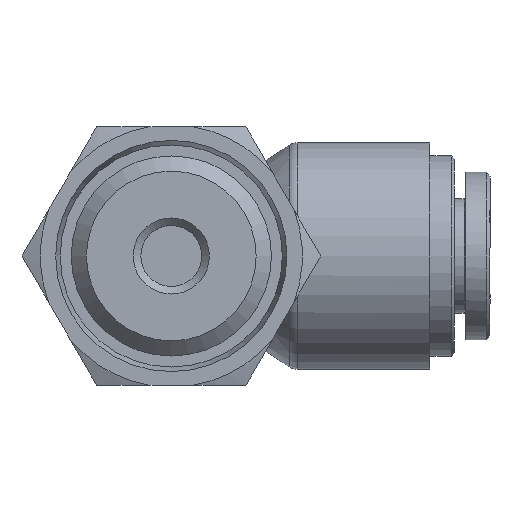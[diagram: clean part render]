
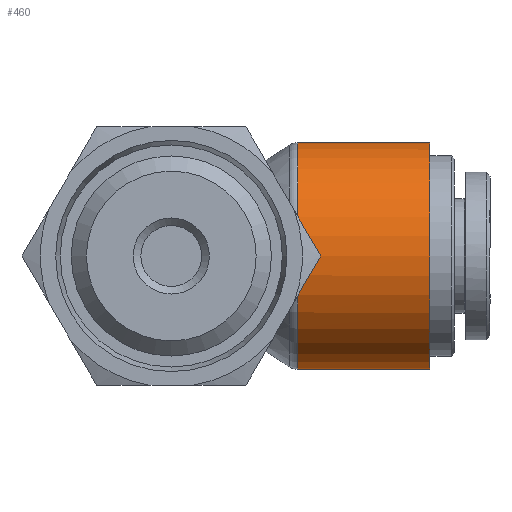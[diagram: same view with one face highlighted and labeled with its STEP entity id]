
A CAD part, front view. The second image highlights one B-rep face of the part: STEP entity #460.
In plain terms, the highlighted cylindrical face has radius 7.45 mm (diameter 14.9 mm), a full revolution.
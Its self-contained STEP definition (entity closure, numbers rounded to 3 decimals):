
#391=CARTESIAN_POINT('',(8.296,7.45,0.));
#392=VERTEX_POINT('',#391);
#393=CARTESIAN_POINT('',(8.296,0.,0.0));
#394=DIRECTION('',(-1.0,0.0,0.0));
#395=DIRECTION('',(0.0,-1.0,0.0));
#396=AXIS2_PLACEMENT_3D('',#393,#394,#395);
#397=CIRCLE('',#396,7.45);
#398=EDGE_CURVE('',#392,#392,#397,.T.);
#441=CARTESIAN_POINT('',(12.5,0.,0.0));
#442=DIRECTION('',(1.0,0.,0.0));
#443=DIRECTION('',(0.0,1.0,0.0));
#444=AXIS2_PLACEMENT_3D('',#441,#442,#443);
#445=CYLINDRICAL_SURFACE('',#444,7.45);
#446=CARTESIAN_POINT('',(17.0,7.45,0.0));
#447=VERTEX_POINT('',#446);
#448=CARTESIAN_POINT('',(17.,0.,0.0));
#449=DIRECTION('',(1.0,0.0,0.0));
#450=DIRECTION('',(0.0,1.0,0.0));
#451=AXIS2_PLACEMENT_3D('',#448,#449,#450);
#452=CIRCLE('',#451,7.45);
#453=EDGE_CURVE('',#447,#447,#452,.T.);
#454=ORIENTED_EDGE('',*,*,#453,.F.);
#455=EDGE_LOOP('',(#454));
#456=FACE_OUTER_BOUND('',#455,.T.);
#457=ORIENTED_EDGE('',*,*,#398,.F.);
#458=EDGE_LOOP('',(#457));
#459=FACE_BOUND('',#458,.T.);
#460=ADVANCED_FACE('',(#456,#459),#445,.T.);
